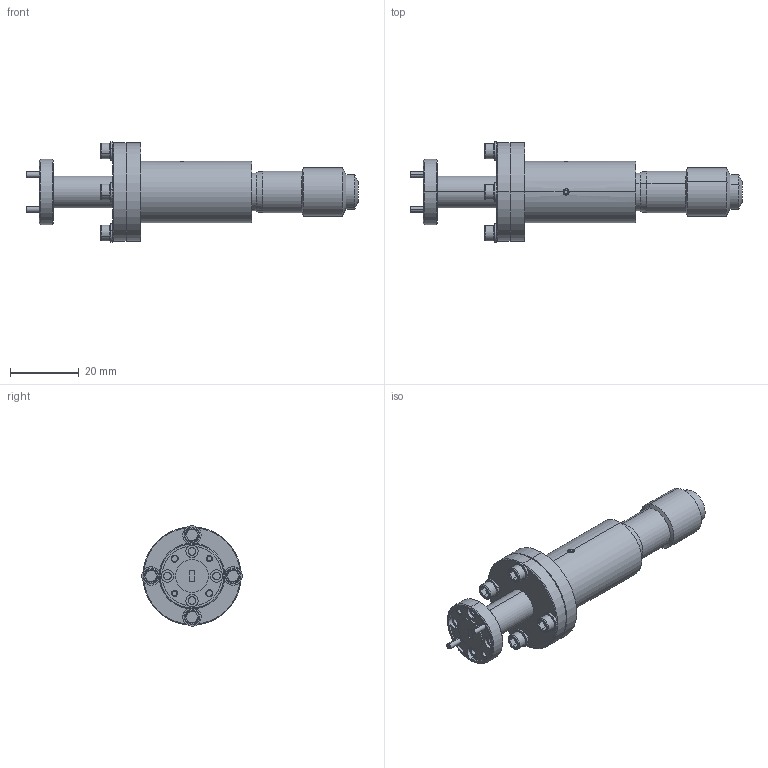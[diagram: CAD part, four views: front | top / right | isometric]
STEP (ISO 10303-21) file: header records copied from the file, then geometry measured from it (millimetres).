
FILE_DESCRIPTION (( 'STEP AP203' ), '1' );
FILE_NAME ('SWL-1223-T1.STEP', '2022-12-29T20:39:24', ( '' ), ( '' ), 'SwSTEP 2.0', 'SolidWorks 2021', '' );
FILE_SCHEMA (( 'CONFIG_CONTROL_DESIGN' ));
Length unit declared in the file: inch
Products named in the file (1): SWL-1223-T1
Bounding box: 96.33 x 29.14 x 29.14 mm (x, y, z)
Volume: 19263.4 mm3; surface area: 6898.8 mm2
Topology: 3 solids, 3 shells, 277 faces, 637 edges, 382 vertices
Faces by surface type: plane 103, cylinder 102, cone 64, torus 8
Entity records: 7982 total; most frequent: CARTESIAN_POINT 1639, DIRECTION 1359, ORIENTED_EDGE 1274, EDGE_CURVE 637, AXIS2_PLACEMENT_3D 540, VERTEX_POINT 382, EDGE_LOOP 317, VECTOR 279
